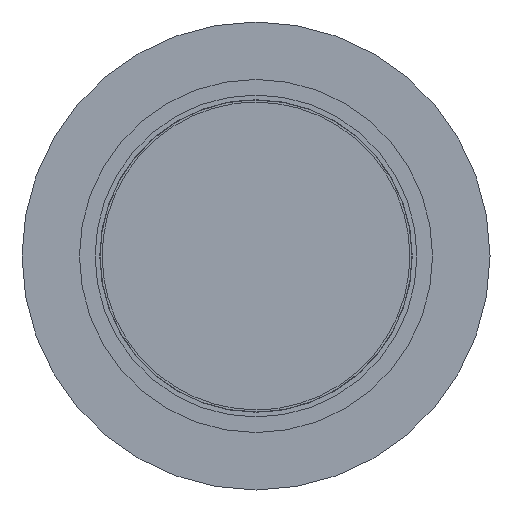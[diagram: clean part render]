
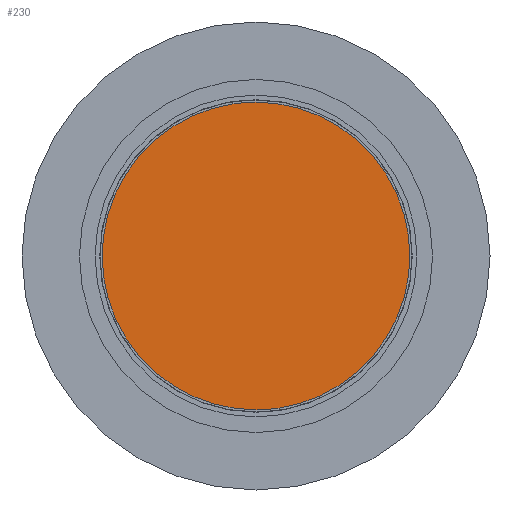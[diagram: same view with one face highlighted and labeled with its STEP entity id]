
A CAD part, front view. The second image highlights one B-rep face of the part: STEP entity #230.
In plain terms, the highlighted planar face has unit normal (0, -1, 0).
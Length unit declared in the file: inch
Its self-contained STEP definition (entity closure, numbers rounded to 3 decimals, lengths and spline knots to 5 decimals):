
#122 = EDGE_CURVE ( 'NONE', #401, #1128, #269, .T. ) ;
#230 = ADVANCED_FACE ( 'NONE', ( #911 ), #1459, .F. ) ;
#234 = DIRECTION ( 'NONE',  ( 0., 1., 0. ) ) ;
#269 = CIRCLE ( 'NONE', #1165, 0.861 ) ;
#310 = CIRCLE ( 'NONE', #1869, 0.861 ) ;
#401 = VERTEX_POINT ( 'NONE', #1721 ) ;
#439 = DIRECTION ( 'NONE',  ( 0., 1., 0. ) ) ;
#572 = ORIENTED_EDGE ( 'NONE', *, *, #122, .F. ) ;
#744 = ORIENTED_EDGE ( 'NONE', *, *, #916, .F. ) ;
#845 = DIRECTION ( 'NONE',  ( 0., 1., 0. ) ) ;
#911 = FACE_OUTER_BOUND ( 'NONE', #1923, .T. ) ;
#916 = EDGE_CURVE ( 'NONE', #1128, #401, #310, .T. ) ;
#928 = CARTESIAN_POINT ( 'NONE',  ( 0., 0.398, -0.861 ) ) ;
#1128 = VERTEX_POINT ( 'NONE', #928 ) ;
#1163 = CARTESIAN_POINT ( 'NONE',  ( 0., 0.398, 0. ) ) ;
#1165 = AXIS2_PLACEMENT_3D ( 'NONE', #1360, #439, #1505 ) ;
#1230 = AXIS2_PLACEMENT_3D ( 'NONE', #1163, #234, #1316 ) ;
#1316 = DIRECTION ( 'NONE',  ( 0., 0., 1. ) ) ;
#1360 = CARTESIAN_POINT ( 'NONE',  ( 0., 0.398, 0. ) ) ;
#1459 = PLANE ( 'NONE',  #1230 ) ;
#1505 = DIRECTION ( 'NONE',  ( 0., 0., -1. ) ) ;
#1721 = CARTESIAN_POINT ( 'NONE',  ( 0., 0.398, 0.861 ) ) ;
#1727 = CARTESIAN_POINT ( 'NONE',  ( 0., 0.398, 0. ) ) ;
#1869 = AXIS2_PLACEMENT_3D ( 'NONE', #1727, #845, #1875 ) ;
#1875 = DIRECTION ( 'NONE',  ( 0., 0., -1. ) ) ;
#1923 = EDGE_LOOP ( 'NONE', ( #744, #572 ) ) ;
